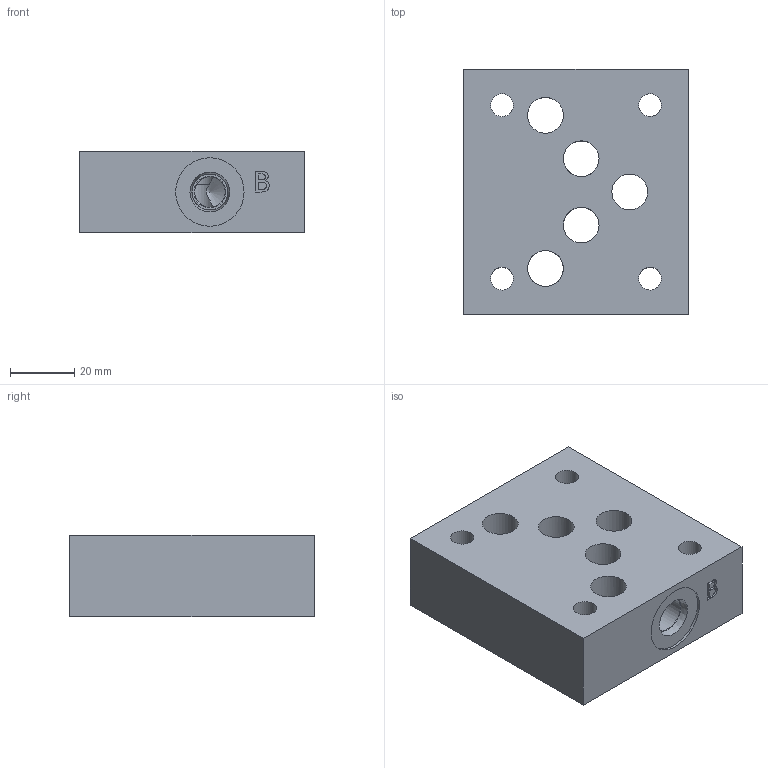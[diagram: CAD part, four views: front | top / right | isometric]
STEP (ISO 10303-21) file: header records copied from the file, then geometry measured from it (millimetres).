
FILE_DESCRIPTION(/* description */ (''),/* implementation_level */ '2;1');
FILE_NAME(/* name */ '_D05TPAB4S..stp',/* time_stamp */ '2020-04-03T09:39:43-04:00',/* author */ ('trevorh'),/* organization */ (''),/* preprocessor_version */ 'ST-DEVELOPER v17',/* originating_system */ 'Autodesk Inventor 2019',/* authorisation */ '');
FILE_SCHEMA (('AUTOMOTIVE_DESIGN { 1 0 10303 214 3 1 1 }'));
Length unit declared in the file: millimetre
Products named in the file (1): Part_AD05TPAB4S_3D
Bounding box: 69.85 x 76.2 x 25.4 mm (x, y, z)
Volume: 113139.2 mm3; surface area: 25485.4 mm2
Topology: 1 solids, 1 shells, 420 faces, 1163 edges, 784 vertices
Faces by surface type: plane 279, bspline 93, cylinder 29, cone 19
Full cylindrical faces by diameter (mm): 7.137 x7, 9.525 x2, 9.881 x2, 11.113 x3, 11.125 x7, 12.395 x1, 15.875 x5, 21.285 x2
Entity records: 14543 total; most frequent: CARTESIAN_POINT 3949, ORIENTED_EDGE 2322, DIRECTION 1701, EDGE_CURVE 1161, LINE 841, VECTOR 841, VERTEX_POINT 784, EDGE_LOOP 483
